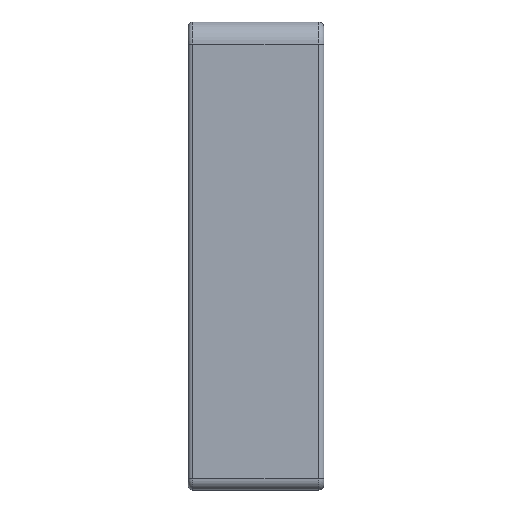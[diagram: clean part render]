
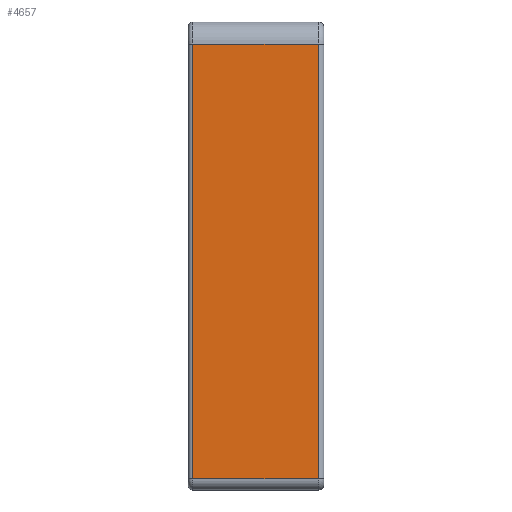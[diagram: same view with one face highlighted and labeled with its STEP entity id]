
A CAD part, left-side view. The second image highlights one B-rep face of the part: STEP entity #4657.
In plain terms, the highlighted planar face has unit normal (-1, 0, 0).
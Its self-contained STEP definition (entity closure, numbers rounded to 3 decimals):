
#597 = CARTESIAN_POINT ( 'NONE',  ( -209., -56.9, -195. ) ) ;
#1441 = VECTOR ( 'NONE', #17058, 1000. ) ;
#1694 = DIRECTION ( 'NONE',  ( 0., 0., -1. ) ) ;
#1917 = PLANE ( 'NONE',  #9187 ) ;
#3957 = EDGE_CURVE ( 'NONE', #19058, #19273, #19487, .T. ) ;
#4657 = ADVANCED_FACE ( 'NONE', ( #11852 ), #1917, .F. ) ;
#6341 = CARTESIAN_POINT ( 'NONE',  ( -209., 60., 195. ) ) ;
#8106 = EDGE_CURVE ( 'NONE', #19273, #15900, #9659, .T. ) ;
#8206 = CARTESIAN_POINT ( 'NONE',  ( -209., 56., 195. ) ) ;
#8574 = DIRECTION ( 'NONE',  ( 0., 0., -1. ) ) ;
#9187 = AXIS2_PLACEMENT_3D ( 'NONE', #10106, #19889, #8574 ) ;
#9494 = DIRECTION ( 'NONE',  ( 0., 1., 0. ) ) ;
#9548 = VECTOR ( 'NONE', #9494, 1000. ) ;
#9646 = LINE ( 'NONE', #17951, #20920 ) ;
#9659 = LINE ( 'NONE', #15009, #10160 ) ;
#10106 = CARTESIAN_POINT ( 'NONE',  ( -209., 60., -205. ) ) ;
#10160 = VECTOR ( 'NONE', #1694, 1000. ) ;
#11510 = ORIENTED_EDGE ( 'NONE', *, *, #8106, .T. ) ;
#11623 = DIRECTION ( 'NONE',  ( 0., 0., 1. ) ) ;
#11852 = FACE_OUTER_BOUND ( 'NONE', #20348, .T. ) ;
#14116 = ORIENTED_EDGE ( 'NONE', *, *, #3957, .T. ) ;
#14662 = CARTESIAN_POINT ( 'NONE',  ( -209., 56., -195. ) ) ;
#14806 = ORIENTED_EDGE ( 'NONE', *, *, #17990, .T. ) ;
#15009 = CARTESIAN_POINT ( 'NONE',  ( -209., 56., -195. ) ) ;
#15900 = VERTEX_POINT ( 'NONE', #14662 ) ;
#17058 = DIRECTION ( 'NONE',  ( 0., -1., 0. ) ) ;
#17951 = CARTESIAN_POINT ( 'NONE',  ( -209., -56.9, -205. ) ) ;
#17990 = EDGE_CURVE ( 'NONE', #15900, #21135, #20113, .T. ) ;
#18382 = CARTESIAN_POINT ( 'NONE',  ( -209., -56.9, 195. ) ) ;
#19016 = EDGE_CURVE ( 'NONE', #21135, #19058, #9646, .T. ) ;
#19058 = VERTEX_POINT ( 'NONE', #18382 ) ;
#19273 = VERTEX_POINT ( 'NONE', #8206 ) ;
#19487 = LINE ( 'NONE', #6341, #9548 ) ;
#19889 = DIRECTION ( 'NONE',  ( 1., 0., 0. ) ) ;
#20113 = LINE ( 'NONE', #20420, #1441 ) ;
#20348 = EDGE_LOOP ( 'NONE', ( #14806, #20850, #14116, #11510 ) ) ;
#20420 = CARTESIAN_POINT ( 'NONE',  ( -209., 60., -195. ) ) ;
#20850 = ORIENTED_EDGE ( 'NONE', *, *, #19016, .T. ) ;
#20920 = VECTOR ( 'NONE', #11623, 1000. ) ;
#21135 = VERTEX_POINT ( 'NONE', #597 ) ;
